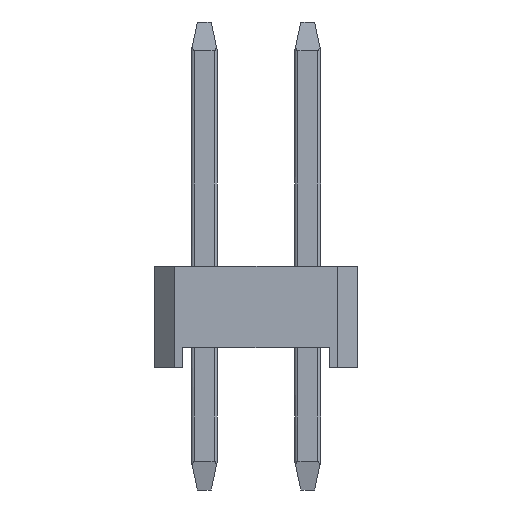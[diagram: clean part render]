
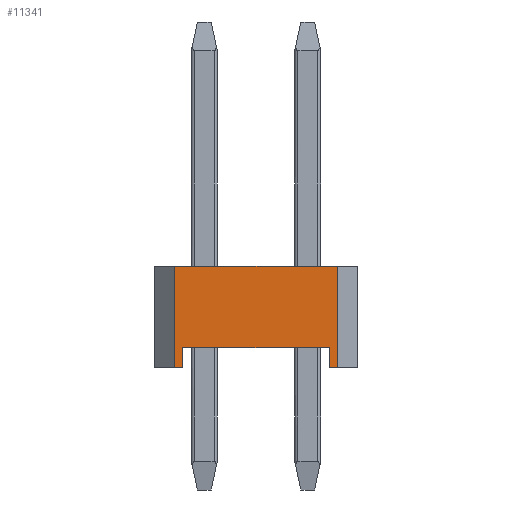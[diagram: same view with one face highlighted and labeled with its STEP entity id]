
A CAD part, left-side view. The second image highlights one B-rep face of the part: STEP entity #11341.
In plain terms, the highlighted planar face has unit normal (-1, 0, 0).
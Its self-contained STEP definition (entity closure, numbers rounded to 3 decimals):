
#913 = EDGE_LOOP ( 'NONE', ( #6307, #12447, #23328, #13107, #1795, #12992, #3160, #3056 ) ) ;
#1075 = EDGE_CURVE ( 'NONE', #19471, #17223, #21709, .T. ) ;
#1315 = DIRECTION ( 'NONE',  ( 0., 0., 1. ) ) ;
#1548 = CARTESIAN_POINT ( 'NONE',  ( -6.35, -2., 2.5 ) ) ;
#1795 = ORIENTED_EDGE ( 'NONE', *, *, #12176, .F. ) ;
#2057 = VECTOR ( 'NONE', #18511, 1000. ) ;
#3056 = ORIENTED_EDGE ( 'NONE', *, *, #5389, .F. ) ;
#3160 = ORIENTED_EDGE ( 'NONE', *, *, #15745, .T. ) ;
#3215 = DIRECTION ( 'NONE',  ( 0., -1., 0. ) ) ;
#4923 = CARTESIAN_POINT ( 'NONE',  ( -6.35, -2., 2.5 ) ) ;
#5105 = CARTESIAN_POINT ( 'NONE',  ( -6.35, -2., 0. ) ) ;
#5389 = EDGE_CURVE ( 'NONE', #15471, #16929, #7843, .T. ) ;
#5539 = CARTESIAN_POINT ( 'NONE',  ( -6.35, -1.8, -0.5 ) ) ;
#5558 = VECTOR ( 'NONE', #13987, 1000. ) ;
#5625 = LINE ( 'NONE', #19730, #8461 ) ;
#6307 = ORIENTED_EDGE ( 'NONE', *, *, #24214, .F. ) ;
#6571 = LINE ( 'NONE', #23074, #13553 ) ;
#7297 = VECTOR ( 'NONE', #1315, 1000. ) ;
#7843 = LINE ( 'NONE', #16078, #25442 ) ;
#7915 = EDGE_CURVE ( 'NONE', #19510, #26562, #5625, .T. ) ;
#8071 = CARTESIAN_POINT ( 'NONE',  ( -6.35, 2., 0. ) ) ;
#8098 = DIRECTION ( 'NONE',  ( 1., 0., 0. ) ) ;
#8461 = VECTOR ( 'NONE', #17627, 1000. ) ;
#8646 = DIRECTION ( 'NONE',  ( 0., 1., 0. ) ) ;
#8763 = EDGE_CURVE ( 'NONE', #19449, #15675, #8818, .T. ) ;
#8818 = LINE ( 'NONE', #5539, #20547 ) ;
#9543 = EDGE_CURVE ( 'NONE', #19449, #19471, #10196, .T. ) ;
#10196 = LINE ( 'NONE', #26284, #2057 ) ;
#10219 = CARTESIAN_POINT ( 'NONE',  ( -6.35, -1.8, 0.5 ) ) ;
#10421 = FACE_OUTER_BOUND ( 'NONE', #913, .T. ) ;
#10986 = LINE ( 'NONE', #25161, #24339 ) ;
#11341 = ADVANCED_FACE ( 'NONE', ( #10421 ), #18841, .F. ) ;
#12176 = EDGE_CURVE ( 'NONE', #19510, #17223, #10986, .T. ) ;
#12447 = ORIENTED_EDGE ( 'NONE', *, *, #8763, .F. ) ;
#12992 = ORIENTED_EDGE ( 'NONE', *, *, #7915, .T. ) ;
#13107 = ORIENTED_EDGE ( 'NONE', *, *, #1075, .T. ) ;
#13553 = VECTOR ( 'NONE', #18533, 1000. ) ;
#13856 = CARTESIAN_POINT ( 'NONE',  ( -6.35, 2., 2.5 ) ) ;
#13987 = DIRECTION ( 'NONE',  ( 0., 1., 0. ) ) ;
#14401 = CARTESIAN_POINT ( 'NONE',  ( -6.35, -1.8, 0. ) ) ;
#15471 = VERTEX_POINT ( 'NONE', #23677 ) ;
#15675 = VERTEX_POINT ( 'NONE', #10219 ) ;
#15745 = EDGE_CURVE ( 'NONE', #26562, #16929, #6571, .T. ) ;
#15832 = AXIS2_PLACEMENT_3D ( 'NONE', #24880, #8098, #8646 ) ;
#16078 = CARTESIAN_POINT ( 'NONE',  ( -6.35, 1.8, -0.5 ) ) ;
#16929 = VERTEX_POINT ( 'NONE', #24847 ) ;
#17223 = VERTEX_POINT ( 'NONE', #4923 ) ;
#17627 = DIRECTION ( 'NONE',  ( 0., 0., -1. ) ) ;
#18158 = LINE ( 'NONE', #22418, #5558 ) ;
#18511 = DIRECTION ( 'NONE',  ( 0., -1., 0. ) ) ;
#18533 = DIRECTION ( 'NONE',  ( 0., -1., 0. ) ) ;
#18841 = PLANE ( 'NONE',  #15832 ) ;
#19449 = VERTEX_POINT ( 'NONE', #14401 ) ;
#19471 = VERTEX_POINT ( 'NONE', #5105 ) ;
#19510 = VERTEX_POINT ( 'NONE', #13856 ) ;
#19730 = CARTESIAN_POINT ( 'NONE',  ( -6.35, 2., 2.5 ) ) ;
#20547 = VECTOR ( 'NONE', #25326, 1000. ) ;
#21709 = LINE ( 'NONE', #1548, #7297 ) ;
#22418 = CARTESIAN_POINT ( 'NONE',  ( -6.35, -1.8, 0.5 ) ) ;
#23074 = CARTESIAN_POINT ( 'NONE',  ( -6.35, 2.5, 0. ) ) ;
#23328 = ORIENTED_EDGE ( 'NONE', *, *, #9543, .T. ) ;
#23677 = CARTESIAN_POINT ( 'NONE',  ( -6.35, 1.8, 0.5 ) ) ;
#24197 = DIRECTION ( 'NONE',  ( 0., 0., -1. ) ) ;
#24214 = EDGE_CURVE ( 'NONE', #15675, #15471, #18158, .T. ) ;
#24339 = VECTOR ( 'NONE', #3215, 1000. ) ;
#24847 = CARTESIAN_POINT ( 'NONE',  ( -6.35, 1.8, 0. ) ) ;
#24880 = CARTESIAN_POINT ( 'NONE',  ( -6.35, 2.5, 2.5 ) ) ;
#25161 = CARTESIAN_POINT ( 'NONE',  ( -6.35, 2.5, 2.5 ) ) ;
#25326 = DIRECTION ( 'NONE',  ( 0., 0., 1. ) ) ;
#25442 = VECTOR ( 'NONE', #24197, 1000. ) ;
#26284 = CARTESIAN_POINT ( 'NONE',  ( -6.35, 2.5, 0. ) ) ;
#26562 = VERTEX_POINT ( 'NONE', #8071 ) ;
